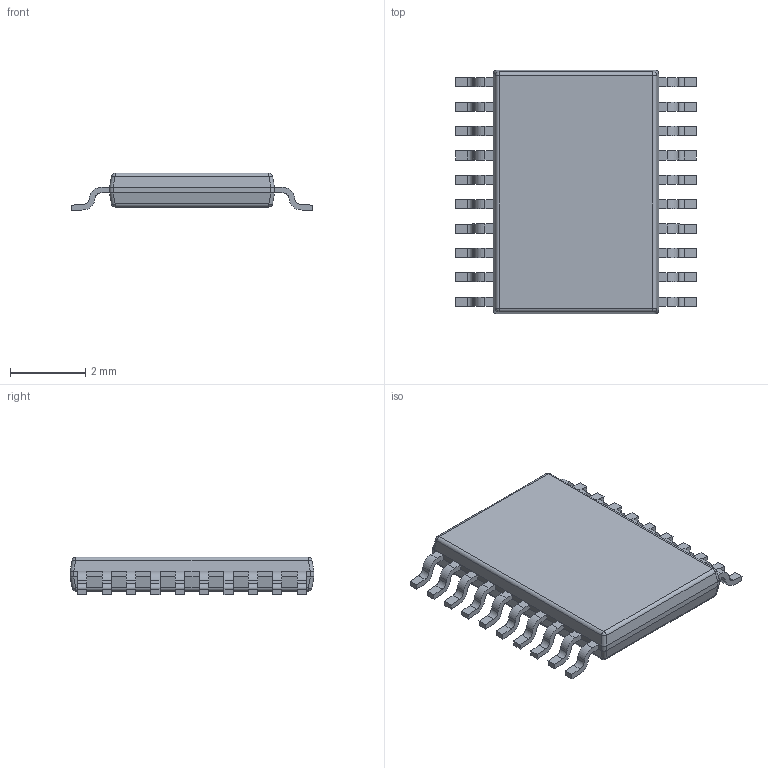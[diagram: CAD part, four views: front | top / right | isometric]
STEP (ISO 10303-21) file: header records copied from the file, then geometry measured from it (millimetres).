
FILE_DESCRIPTION((''),'2;1');
FILE_NAME('PWP0020A_ASM','2016-08-02T',('a0412025'),(''),'CREO PARAMETRIC BY PTC INC, 2016050','CREO PARAMETRIC BY PTC INC, 2016050','');
FILE_SCHEMA(('AUTOMOTIVE_DESIGN { 1 0 10303 214 1 1 1 1 }'));
Length unit declared in the file: millimetre
Products named in the file (5): BODY-SO; LEAD-SO; THERMALPAD-SO; PIN1-ID; PWP0020A_ASM
Assembly tree (23 placements, depth 2):
  PWP0020A_ASM
    BODY-SO
    LEAD-SO  x20
    THERMALPAD-SO
    PIN1-ID
Bounding box: 6.42 x 6.5 x 1 mm (x, y, z)
Volume: 26.1 mm3; surface area: 124.3 mm2
Topology: 22 solids, 22 shells, 373 faces, 944 edges, 616 vertices
Faces by surface type: plane 265, cylinder 100, sphere 8
Entity records: 4925 total; most frequent: CARTESIAN_POINT 960, DIRECTION 530, ORIENTED_EDGE 520, PRESENTATION_STYLE_ASSIGNMENT 263, STYLED_ITEM 263, CURVE_STYLE 260, EDGE_CURVE 260, VECTOR 196
